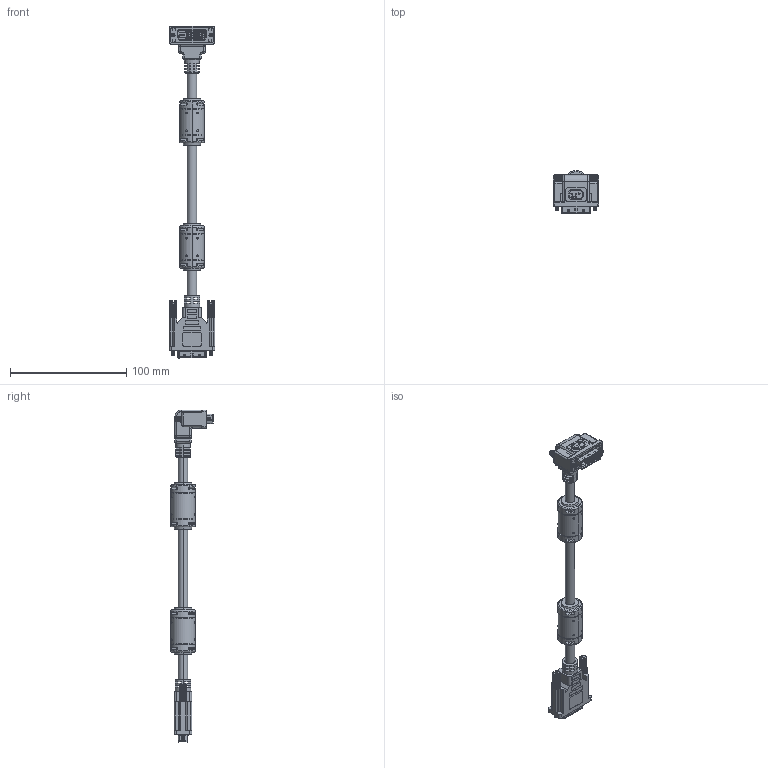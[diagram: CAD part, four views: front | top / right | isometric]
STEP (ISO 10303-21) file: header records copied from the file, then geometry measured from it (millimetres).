
FILE_DESCRIPTION (( 'STEP AP203' ), '1' );
FILE_NAME ('DVIDD-RA.STEP', '2011-03-01T14:49:05', ( 'x' ), ( 'Microsoft' ), 'SwSTEP 2.0', 'SolidWorks 2010', '' );
FILE_SCHEMA (( 'CONFIG_CONTROL_DESIGN' ));
Products named in the file (11): SCREW_默认1; DVI-DL(24+1)MM ASM1; DVI-DL(24+1)M METAL CAN_默认1; DVIDD-RA; DVI-ISL CABLELINE_默认; DVI-ISL(18+5)M FERRITE AND JACKET(FOR ASSEMBLY)_默认; MTN-545_??; MTN-546; DVI-DL(24+1)M HOUSING_默认1; dvi-DL(24+1)MM+inner molding_默认1; DVI RA END THUMBSCREW FOR SP60512_??
Assembly tree (14 placements, depth 3):
  DVIDD-RA
    dvi-DL(24+1)MM+inner molding_默认1
    MTN-545_??
    DVI-ISL CABLELINE_默认
    DVI RA END THUMBSCREW FOR SP60512_??  x2
    DVI-ISL(18+5)M FERRITE AND JACKET(FOR ASSEMBLY)_默认  x2
    DVI-DL(24+1)MM ASM1
      DVI-DL(24+1)M HOUSING_默认1
      dvi-DL(24+1)MM+inner molding_默认1
      SCREW_默认1  x2
      DVI-DL(24+1)M METAL CAN_默认1
    MTN-546
Bounding box: 39.07 x 36.85 x 286.13 mm (x, y, z)
Volume: 78153.7 mm3; surface area: 53766.7 mm2
Topology: 29 solids, 29 shells, 4073 faces, 10281 edges, 6423 vertices
Faces by surface type: plane 1921, bspline 1133, cylinder 819, cone 158, torus 30, sphere 12
Entity records: 98707 total; most frequent: CARTESIAN_POINT 43472, ORIENTED_EDGE 12514, DIRECTION 9634, EDGE_CURVE 6257, VERTEX_POINT 3931, VECTOR 3474, LINE 3474, AXIS2_PLACEMENT_3D 3080
